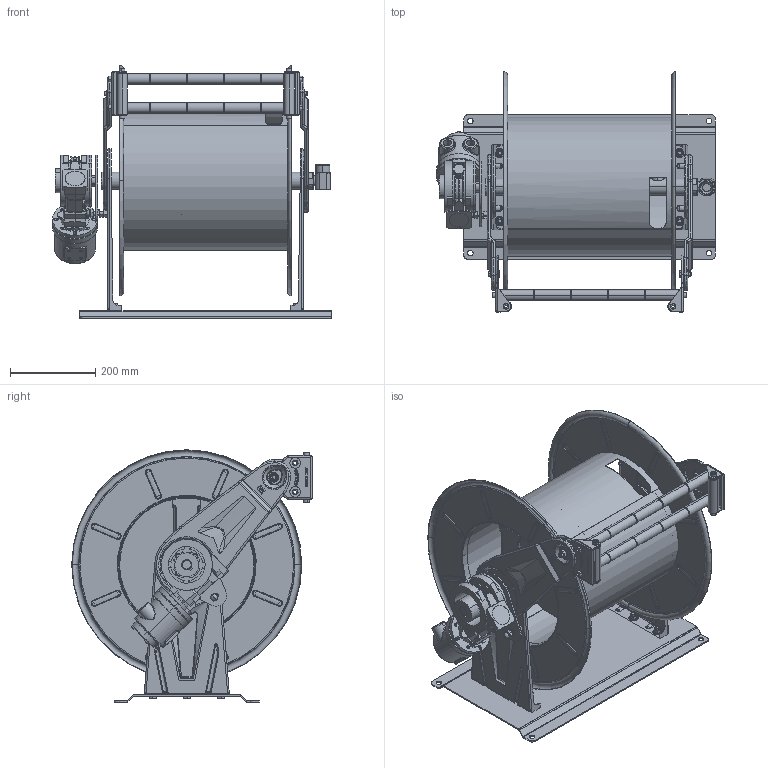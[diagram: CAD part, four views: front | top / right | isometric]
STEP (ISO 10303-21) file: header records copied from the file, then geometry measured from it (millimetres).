
FILE_DESCRIPTION (( 'STEP AP214' ), '1' );
FILE_NAME ('HRPN2.STEP', '2024-03-12T14:41:50', ( '' ), ( '' ), 'SwSTEP 2.0', 'SolidWorks 2021', '' );
FILE_SCHEMA (( 'AUTOMOTIVE_DESIGN' ));
Length unit declared in the file: millimetre
Products named in the file (1): HRPN2
Bounding box: 654 x 564.56 x 592.54 mm (x, y, z)
Surface area: 2898584.4 mm2 (no closed solid volume)
Topology: 0 solids, 128 shells, 1491 faces, 5565 edges, 4078 vertices
Faces by surface type: plane 528, cylinder 403, cone 235, bspline 125, torus 123, sphere 77
Entity records: 107766 total; most frequent: CARTESIAN_POINT 46532, DIRECTION 9156, ORIENTED_EDGE 8175, EDGE_CURVE 5540, VERTEX_POINT 4076, AXIS2_PLACEMENT_3D 3324, VECTOR 2508, LINE 2508
